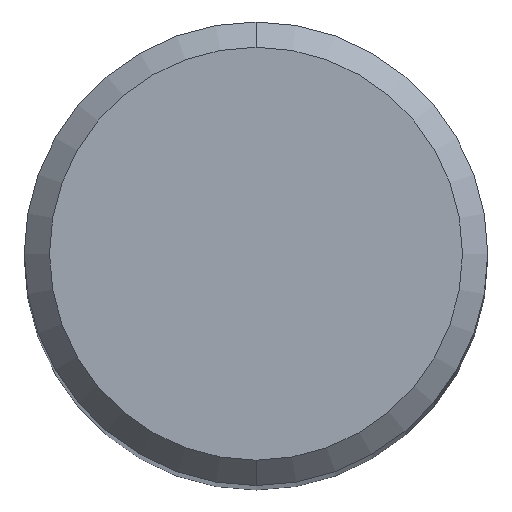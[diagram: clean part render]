
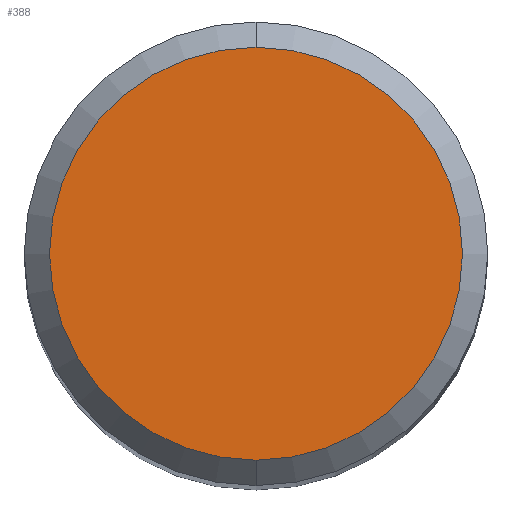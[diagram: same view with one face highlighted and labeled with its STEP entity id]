
A CAD part, top view. The second image highlights one B-rep face of the part: STEP entity #388.
In plain terms, the highlighted planar face has unit normal (0, 0, 1).
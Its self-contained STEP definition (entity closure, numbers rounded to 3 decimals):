
#224=EDGE_CURVE('',#414,#292,#530,.T.);
#292=VERTEX_POINT('',#607);
#364=EDGE_CURVE('',#292,#414,#688,.T.);
#388=ADVANCED_FACE('',(#712),#713,.T.);
#414=VERTEX_POINT('',#742);
#530=CIRCLE('',#889,4.9);
#607=CARTESIAN_POINT('',(0.,-4.9,0.0));
#688=CIRCLE('',#1241,4.9);
#712=FACE_OUTER_BOUND('',#1297,.T.);
#713=PLANE('',#1298);
#742=CARTESIAN_POINT('',(0.0,4.9,0.0));
#889=AXIS2_PLACEMENT_3D('',#1536,#1537,#1538);
#1241=AXIS2_PLACEMENT_3D('',#1729,#1730,#1731);
#1297=EDGE_LOOP('',(#1743,#1744));
#1298=AXIS2_PLACEMENT_3D('',#1745,#1746,#1747);
#1536=CARTESIAN_POINT('',(0.0,0.0,0.0));
#1537=DIRECTION('',(0.0,0.0,-1.0));
#1538=DIRECTION('',(0.0,1.0,0.0));
#1729=CARTESIAN_POINT('',(0.0,0.0,0.0));
#1730=DIRECTION('',(0.0,0.0,-1.0));
#1731=DIRECTION('',(0.0,1.0,0.0));
#1743=ORIENTED_EDGE('',*,*,#224,.F.);
#1744=ORIENTED_EDGE('',*,*,#364,.F.);
#1745=CARTESIAN_POINT('',(0.0,2.45,0.0));
#1746=DIRECTION('',(-0.0,0.0,1.0));
#1747=DIRECTION('',(0.0,-1.0,0.0));
